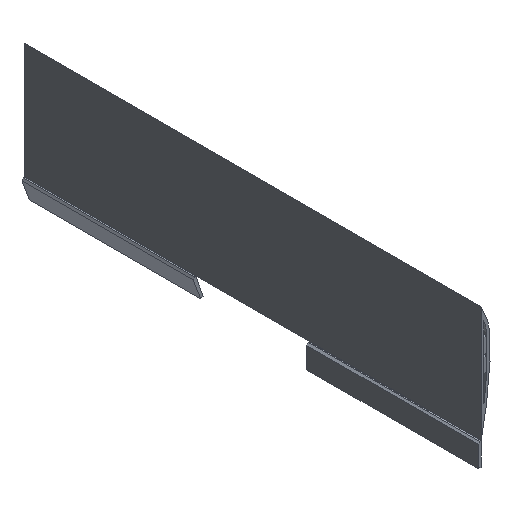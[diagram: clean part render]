
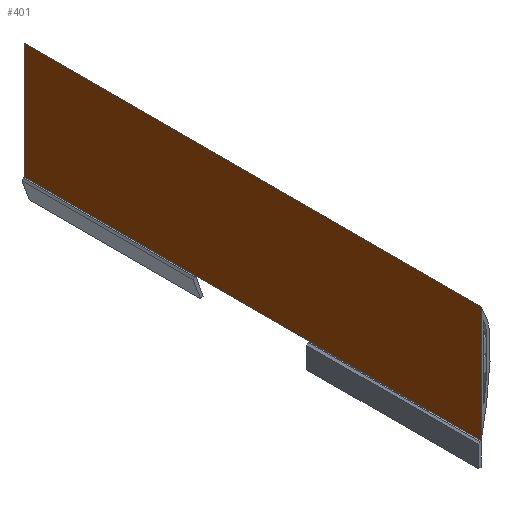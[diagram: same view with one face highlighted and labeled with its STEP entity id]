
A CAD part, isometric view. The second image highlights one B-rep face of the part: STEP entity #401.
In plain terms, the highlighted face is planar.
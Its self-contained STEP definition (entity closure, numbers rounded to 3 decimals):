
#41=PLANE('',#454);
#65=FACE_OUTER_BOUND('',#90,.T.);
#90=EDGE_LOOP('',(#304,#305,#306,#307));
#119=LINE('',#679,#166);
#120=LINE('',#681,#167);
#121=LINE('',#683,#168);
#122=LINE('',#684,#169);
#166=VECTOR('',#492,10.);
#167=VECTOR('',#493,10.);
#168=VECTOR('',#494,10.);
#169=VECTOR('',#495,10.);
#215=VERTEX_POINT('',#677);
#216=VERTEX_POINT('',#678);
#217=VERTEX_POINT('',#680);
#218=VERTEX_POINT('',#682);
#251=EDGE_CURVE('',#215,#216,#119,.T.);
#252=EDGE_CURVE('',#215,#217,#120,.T.);
#253=EDGE_CURVE('',#218,#217,#121,.T.);
#254=EDGE_CURVE('',#216,#218,#122,.T.);
#304=ORIENTED_EDGE('',*,*,#251,.F.);
#305=ORIENTED_EDGE('',*,*,#252,.T.);
#306=ORIENTED_EDGE('',*,*,#253,.F.);
#307=ORIENTED_EDGE('',*,*,#254,.F.);
#401=ADVANCED_FACE('',(#65),#41,.T.);
#454=AXIS2_PLACEMENT_3D('',#676,#490,#491);
#490=DIRECTION('center_axis',(0.,0.,-1.));
#491=DIRECTION('ref_axis',(-1.,0.,0.));
#492=DIRECTION('',(1.,0.,0.));
#493=DIRECTION('',(0.,1.,0.));
#494=DIRECTION('',(-1.,0.,0.));
#495=DIRECTION('',(0.,1.,0.));
#676=CARTESIAN_POINT('Origin',(179.132,0.,-5.));
#677=CARTESIAN_POINT('',(-23.561,0.,-5.));
#678=CARTESIAN_POINT('',(179.132,0.,-5.));
#679=CARTESIAN_POINT('',(-23.561,0.,-5.));
#680=CARTESIAN_POINT('',(-23.561,800.,-5.));
#681=CARTESIAN_POINT('',(-23.561,0.,-5.));
#682=CARTESIAN_POINT('',(179.132,800.,-5.));
#683=CARTESIAN_POINT('',(-23.561,800.,-5.));
#684=CARTESIAN_POINT('',(179.132,0.,-5.));
